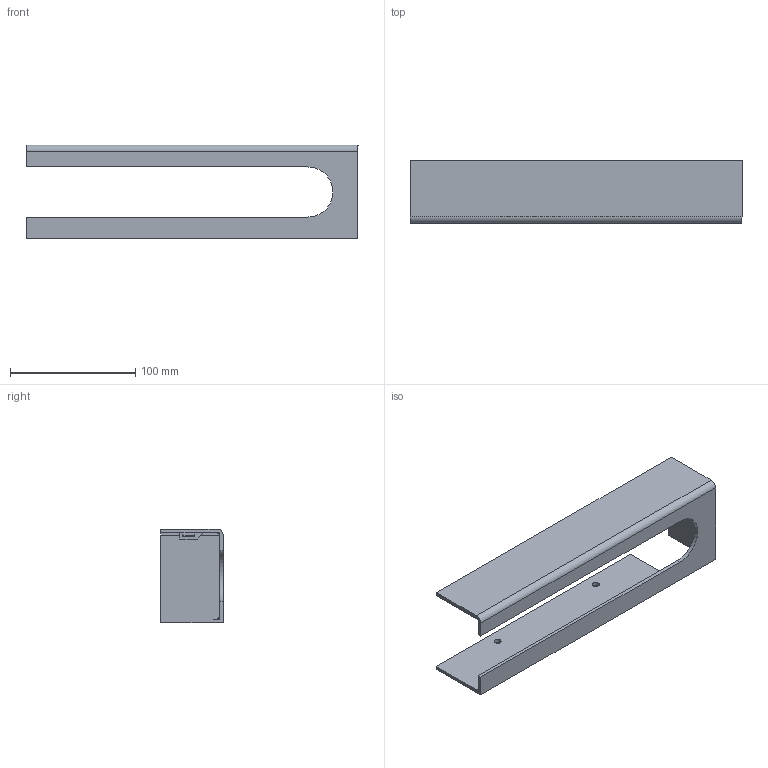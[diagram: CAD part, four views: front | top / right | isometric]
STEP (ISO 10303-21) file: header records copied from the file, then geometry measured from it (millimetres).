
FILE_DESCRIPTION(/* description */ (''),/* implementation_level */ '2;1');
FILE_NAME(/* name */ 'Top bar right split.step',/* time_stamp */ '2023-06-27T16:24:46-05:00',/* author */ (''),/* organization */ (''),/* preprocessor_version */ 'ST-DEVELOPER v19.2',/* originating_system */ 'Autodesk Translation Framework v12.6.0.85',/* authorisation */ '');
FILE_SCHEMA (('AUTOMOTIVE_DESIGN { 1 0 10303 214 3 1 1 }'));
Length unit declared in the file: millimetre
Products named in the file (1): Candy Machine Split Parts
Bounding box: 265.01 x 50 x 75 mm (x, y, z)
Volume: 111117.7 mm3; surface area: 77640.1 mm2
Topology: 1 solids, 1 shells, 56 faces, 166 edges, 112 vertices
Faces by surface type: plane 50, cylinder 6
Full cylindrical faces by diameter (mm): 5.5 x2
Entity records: 1911 total; most frequent: CARTESIAN_POINT 335, ORIENTED_EDGE 332, DIRECTION 296, EDGE_CURVE 166, LINE 150, VECTOR 150, VERTEX_POINT 112, AXIS2_PLACEMENT_3D 73
